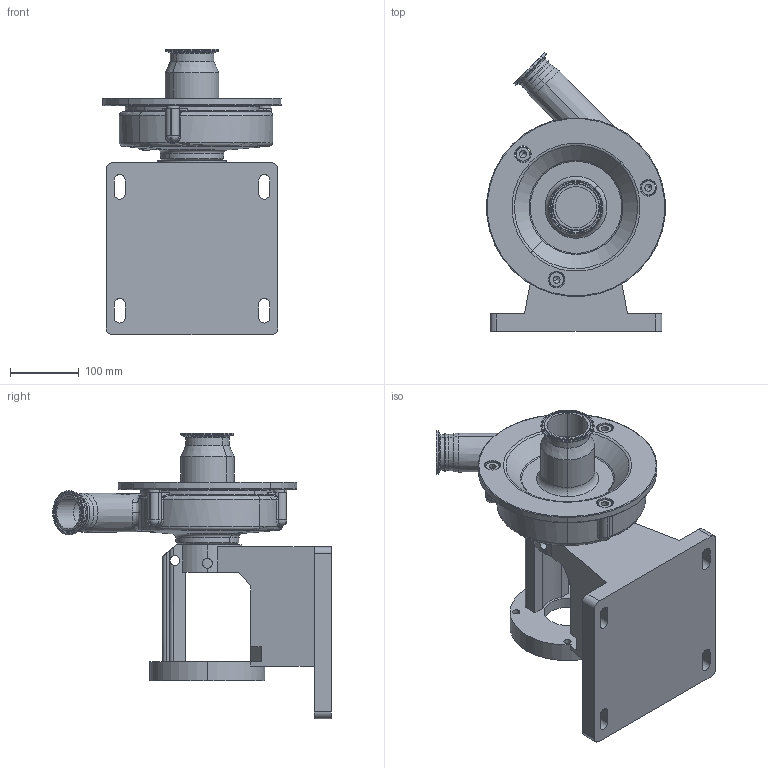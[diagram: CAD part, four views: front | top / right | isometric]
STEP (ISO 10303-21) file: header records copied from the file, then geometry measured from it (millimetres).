
FILE_DESCRIPTION (( 'STEP AP214' ), '1' );
FILE_NAME ('FP 3531 140TC 45L.STEP', '2023-02-02T21:01:57', ( '' ), ( '' ), 'SwSTEP 2.0', 'SolidWorks 2021', '' );
FILE_SCHEMA (( 'AUTOMOTIVE_DESIGN' ));
Length unit declared in the file: millimetre
Products named in the file (1): FP 3531 140TC 45L
Bounding box: 259.01 x 404.86 x 415 mm (x, y, z)
Volume: 7235694.4 mm3; surface area: 647937.4 mm2
Topology: 1 solids, 1 shells, 465 faces, 1187 edges, 720 vertices
Faces by surface type: cylinder 160, plane 106, torus 80, cone 56, bspline 50, sphere 13
Entity records: 18814 total; most frequent: CARTESIAN_POINT 7545, DIRECTION 2421, ORIENTED_EDGE 2354, EDGE_CURVE 1177, AXIS2_PLACEMENT_3D 994, VERTEX_POINT 719, CIRCLE 578, EDGE_LOOP 508
